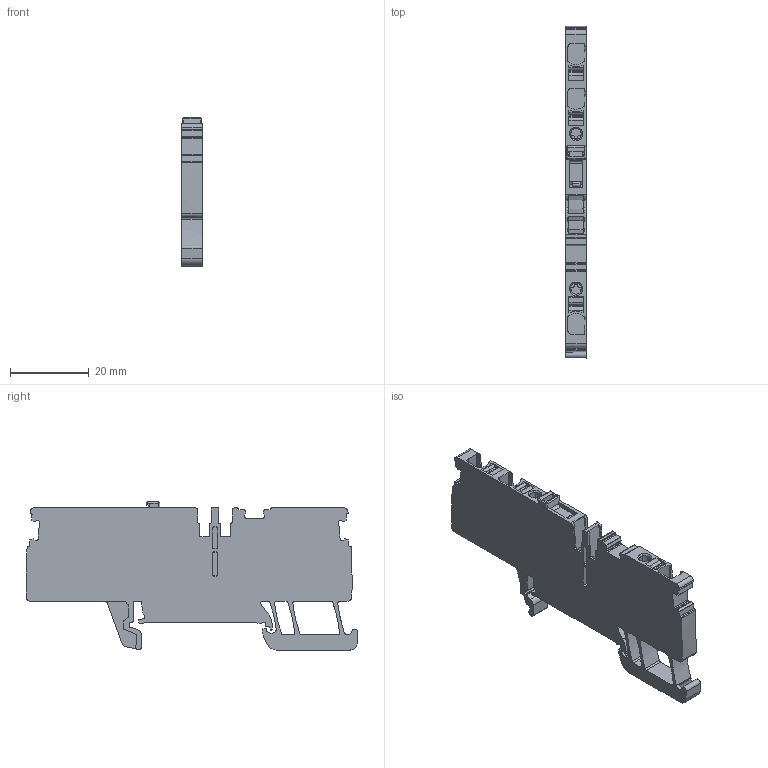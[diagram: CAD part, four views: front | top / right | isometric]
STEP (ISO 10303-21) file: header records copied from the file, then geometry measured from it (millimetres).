
FILE_DESCRIPTION(('CATIA V5 STEP Exchange','CAx-IF Rec.Pracs.--- Model Styling and Organization---1.5--- 2016-08-15','CAx-IF Rec.Pracs.---Supplemental Geometry---1.0---2011-11-01','CAx-IF Rec.Pracs.--- Composite Materials ---1.1---2010-07-15'),'2;1');
FILE_NAME ('8534580_3', '2024-05-29T10:27:53+00:00', ('none'), ('Weidmueller'), 'CATIA Version 5-6 Release 2022 SP4 HF5', 'CATIA V5 STEP AP214 v3', 'none');
FILE_SCHEMA(('AUTOMOTIVE_DESIGN { 1 0 10303 214 1 1 1 1 }'));
Length unit declared in the file: millimetre
Products named in the file (1): 1989850000_ADT_2-5_3C_OR
Bounding box: 5.1 x 84.34 x 37.65 mm (x, y, z)
Volume: 10211.2 mm3; surface area: 7710 mm2
Topology: 1 solids, 1 shells, 580 faces, 1695 edges, 1125 vertices
Faces by surface type: plane 273, cylinder 252, extrusion 37, cone 16, bspline 2
Entity records: 21005 total; most frequent: CARTESIAN_POINT 5920, ORIENTED_EDGE 3386, DIRECTION 2358, EDGE_CURVE 1693, VERTEX_POINT 1125, VECTOR 1097, LINE 1060, AXIS2_PLACEMENT_3D 819
